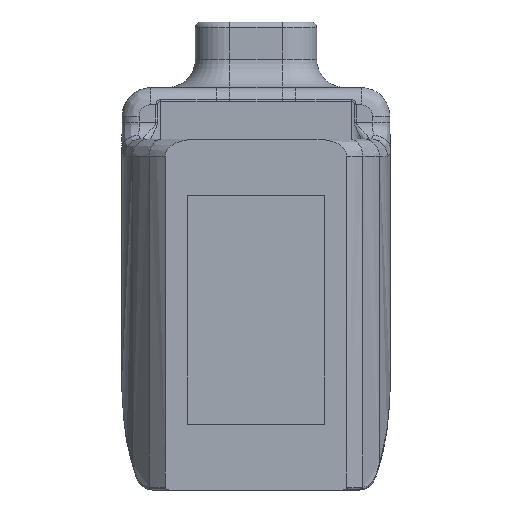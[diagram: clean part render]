
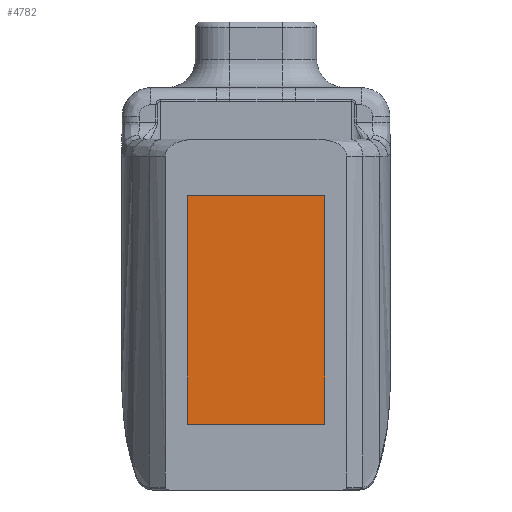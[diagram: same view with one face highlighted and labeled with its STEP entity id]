
A CAD part, front view. The second image highlights one B-rep face of the part: STEP entity #4782.
In plain terms, the highlighted planar face has unit normal (0, -1, 0).
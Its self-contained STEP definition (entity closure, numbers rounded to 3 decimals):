
#66=PLANE('',#5097);
#183=LINE('',#7475,#478);
#184=LINE('',#7477,#479);
#185=LINE('',#7479,#480);
#186=LINE('',#7480,#481);
#478=VECTOR('',#5620,10.);
#479=VECTOR('',#5621,10.);
#480=VECTOR('',#5622,10.);
#481=VECTOR('',#5623,10.);
#870=FACE_OUTER_BOUND('',#1150,.T.);
#1150=EDGE_LOOP('',(#3283,#3284,#3285,#3286));
#1915=VERTEX_POINT('',#7473);
#1916=VERTEX_POINT('',#7474);
#1917=VERTEX_POINT('',#7476);
#1918=VERTEX_POINT('',#7478);
#2443=EDGE_CURVE('',#1915,#1916,#183,.T.);
#2444=EDGE_CURVE('',#1917,#1915,#184,.T.);
#2445=EDGE_CURVE('',#1918,#1917,#185,.T.);
#2446=EDGE_CURVE('',#1916,#1918,#186,.T.);
#3283=ORIENTED_EDGE('',*,*,#2443,.F.);
#3284=ORIENTED_EDGE('',*,*,#2444,.F.);
#3285=ORIENTED_EDGE('',*,*,#2445,.F.);
#3286=ORIENTED_EDGE('',*,*,#2446,.F.);
#4782=ADVANCED_FACE('',(#870),#66,.F.);
#5097=AXIS2_PLACEMENT_3D('',#7472,#5618,#5619);
#5618=DIRECTION('center_axis',(0.,1.,0.));
#5619=DIRECTION('ref_axis',(0.,0.,1.));
#5620=DIRECTION('',(0.,0.,1.));
#5621=DIRECTION('',(-1.,0.,0.));
#5622=DIRECTION('',(0.,0.,-1.));
#5623=DIRECTION('',(1.,0.,0.));
#7472=CARTESIAN_POINT('Origin',(0.,-4.773,
-16.614));
#7473=CARTESIAN_POINT('',(-12.,-4.773,-46.));
#7474=CARTESIAN_POINT('',(-12.,-4.773,-6.));
#7475=CARTESIAN_POINT('',(-12.,-4.773,-31.307));
#7476=CARTESIAN_POINT('',(12.,-4.773,-46.));
#7477=CARTESIAN_POINT('',(6.,-4.773,-46.));
#7478=CARTESIAN_POINT('',(12.,-4.773,-6.));
#7479=CARTESIAN_POINT('',(12.,-4.773,-11.307));
#7480=CARTESIAN_POINT('',(-6.,-4.773,-6.));
